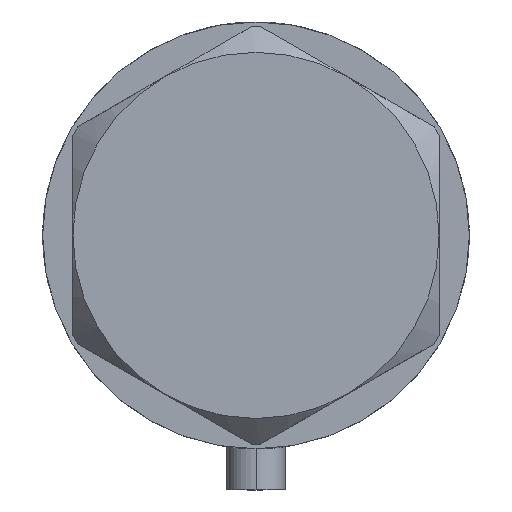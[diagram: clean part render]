
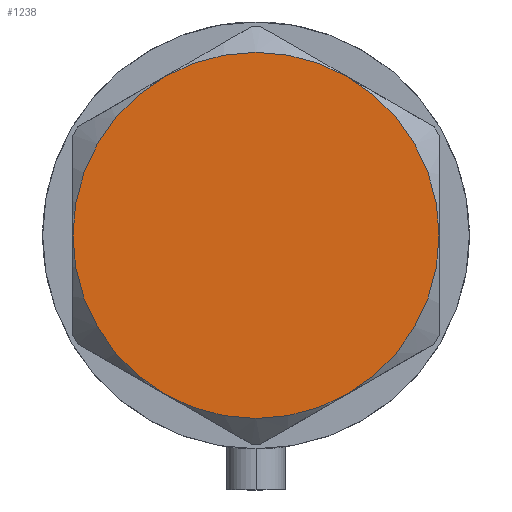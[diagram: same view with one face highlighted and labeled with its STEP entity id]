
A CAD part, left-side view. The second image highlights one B-rep face of the part: STEP entity #1238.
In plain terms, the highlighted face is planar.
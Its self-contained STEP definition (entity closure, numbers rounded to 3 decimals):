
#175 = DIRECTION ( 'NONE',  ( 1., 0., 0. ) ) ;
#199 = CARTESIAN_POINT ( 'NONE',  ( 18.875, -32.692, 13. ) ) ;
#270 = CIRCLE ( 'NONE', #1726, 37.75 ) ;
#294 = ORIENTED_EDGE ( 'NONE', *, *, #2587, .T. ) ;
#336 = CARTESIAN_POINT ( 'NONE',  ( 0., 0., 13. ) ) ;
#459 = CARTESIAN_POINT ( 'NONE',  ( 0., 0., 13. ) ) ;
#507 = VERTEX_POINT ( 'NONE', #4430 ) ;
#514 = EDGE_CURVE ( 'NONE', #1785, #3849, #270, .T. ) ;
#608 = CARTESIAN_POINT ( 'NONE',  ( -18.875, 32.692, 13. ) ) ;
#710 = PLANE ( 'NONE',  #3235 ) ;
#1031 = CARTESIAN_POINT ( 'NONE',  ( 0., 0., 13. ) ) ;
#1131 = FACE_OUTER_BOUND ( 'NONE', #1402, .T. ) ;
#1142 = CARTESIAN_POINT ( 'NONE',  ( 0., 0., 13. ) ) ;
#1238 = ADVANCED_FACE ( 'NONE', ( #1131 ), #710, .T. ) ;
#1274 = CARTESIAN_POINT ( 'NONE',  ( 0., 0., 13. ) ) ;
#1393 = AXIS2_PLACEMENT_3D ( 'NONE', #459, #2976, #4344 ) ;
#1402 = EDGE_LOOP ( 'NONE', ( #2855, #294, #2966, #2161, #2669, #3509 ) ) ;
#1549 = AXIS2_PLACEMENT_3D ( 'NONE', #1031, #3847, #1577 ) ;
#1577 = DIRECTION ( 'NONE',  ( 1., 0., 0. ) ) ;
#1697 = VERTEX_POINT ( 'NONE', #2648 ) ;
#1726 = AXIS2_PLACEMENT_3D ( 'NONE', #1274, #2689, #4082 ) ;
#1732 = DIRECTION ( 'NONE',  ( 1., 0., 0. ) ) ;
#1769 = EDGE_CURVE ( 'NONE', #3849, #1821, #4258, .T. ) ;
#1785 = VERTEX_POINT ( 'NONE', #3008 ) ;
#1808 = DIRECTION ( 'NONE',  ( 0., 0., 1. ) ) ;
#1821 = VERTEX_POINT ( 'NONE', #4514 ) ;
#2123 = CIRCLE ( 'NONE', #3820, 37.75 ) ;
#2161 = ORIENTED_EDGE ( 'NONE', *, *, #1769, .T. ) ;
#2433 = AXIS2_PLACEMENT_3D ( 'NONE', #3705, #3057, #3358 ) ;
#2575 = AXIS2_PLACEMENT_3D ( 'NONE', #4016, #4095, #3353 ) ;
#2587 = EDGE_CURVE ( 'NONE', #1697, #1785, #2123, .T. ) ;
#2648 = CARTESIAN_POINT ( 'NONE',  ( 37.75, 0., 13. ) ) ;
#2669 = ORIENTED_EDGE ( 'NONE', *, *, #3780, .T. ) ;
#2689 = DIRECTION ( 'NONE',  ( 0., 0., 1. ) ) ;
#2855 = ORIENTED_EDGE ( 'NONE', *, *, #3861, .T. ) ;
#2966 = ORIENTED_EDGE ( 'NONE', *, *, #514, .T. ) ;
#2976 = DIRECTION ( 'NONE',  ( 0., 0., 1. ) ) ;
#3008 = CARTESIAN_POINT ( 'NONE',  ( 18.875, 32.692, 13. ) ) ;
#3057 = DIRECTION ( 'NONE',  ( 0., 0., 1. ) ) ;
#3235 = AXIS2_PLACEMENT_3D ( 'NONE', #336, #1808, #1732 ) ;
#3353 = DIRECTION ( 'NONE',  ( 1., 0., 0. ) ) ;
#3358 = DIRECTION ( 'NONE',  ( 1., 0., 0. ) ) ;
#3509 = ORIENTED_EDGE ( 'NONE', *, *, #4340, .T. ) ;
#3617 = CIRCLE ( 'NONE', #2433, 37.75 ) ;
#3705 = CARTESIAN_POINT ( 'NONE',  ( 0., 0., 13. ) ) ;
#3755 = CIRCLE ( 'NONE', #1393, 37.75 ) ;
#3780 = EDGE_CURVE ( 'NONE', #1821, #507, #3755, .T. ) ;
#3820 = AXIS2_PLACEMENT_3D ( 'NONE', #1142, #4377, #175 ) ;
#3847 = DIRECTION ( 'NONE',  ( 0., 0., 1. ) ) ;
#3849 = VERTEX_POINT ( 'NONE', #608 ) ;
#3861 = EDGE_CURVE ( 'NONE', #3875, #1697, #3617, .T. ) ;
#3875 = VERTEX_POINT ( 'NONE', #199 ) ;
#3910 = CIRCLE ( 'NONE', #1549, 37.75 ) ;
#4016 = CARTESIAN_POINT ( 'NONE',  ( 0., 0., 13. ) ) ;
#4082 = DIRECTION ( 'NONE',  ( 1., 0., 0. ) ) ;
#4095 = DIRECTION ( 'NONE',  ( 0., 0., 1. ) ) ;
#4258 = CIRCLE ( 'NONE', #2575, 37.75 ) ;
#4340 = EDGE_CURVE ( 'NONE', #507, #3875, #3910, .T. ) ;
#4344 = DIRECTION ( 'NONE',  ( 1., 0., 0. ) ) ;
#4377 = DIRECTION ( 'NONE',  ( 0., 0., 1. ) ) ;
#4430 = CARTESIAN_POINT ( 'NONE',  ( -18.875, -32.692, 13. ) ) ;
#4514 = CARTESIAN_POINT ( 'NONE',  ( -37.75, 0., 13. ) ) ;
